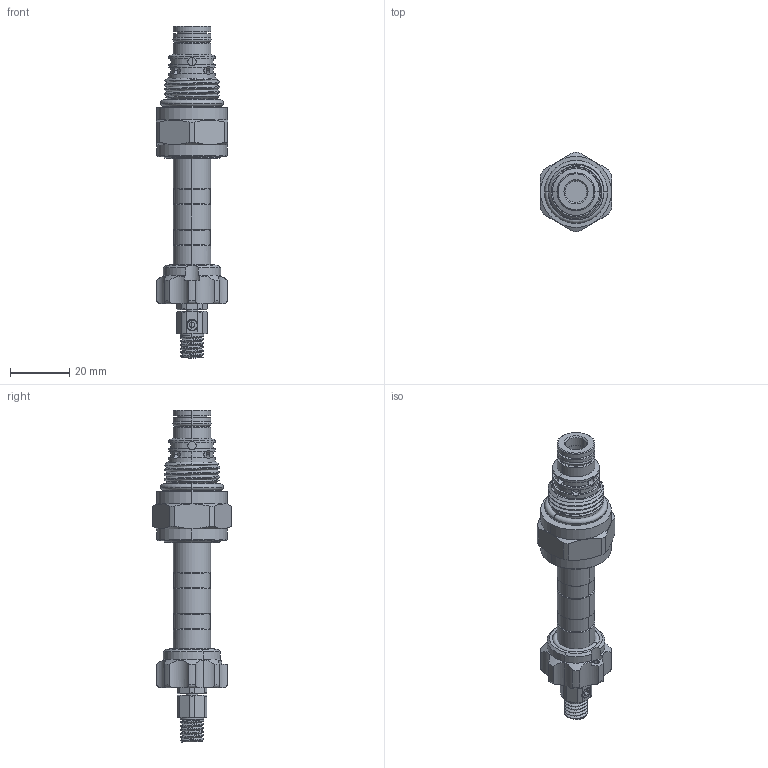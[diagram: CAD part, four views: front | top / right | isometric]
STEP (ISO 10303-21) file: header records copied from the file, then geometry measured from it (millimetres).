
FILE_DESCRIPTION (( 'STEP AP203' ), '1' );
FILE_NAME ('EP08W2A01L85.STEP', '2016-08-12T01:36:36', ( '' ), ( '' ), 'SwSTEP 2.0', 'SolidWorks 2012', '' );
FILE_SCHEMA (( 'CONFIG_CONTROL_DESIGN' ));
Products named in the file (1): EP08W2A01L85
Bounding box: 24 x 26.66 x 111.87 mm (x, y, z)
Volume: 22562.6 mm3; surface area: 10132.4 mm2
Topology: 4 solids, 6 shells, 391 faces, 991 edges, 629 vertices
Faces by surface type: cylinder 192, plane 77, cone 69, torus 30, bspline 23
Entity records: 27020 total; most frequent: CARTESIAN_POINT 18096, ORIENTED_EDGE 1982, DIRECTION 1738, EDGE_CURVE 991, AXIS2_PLACEMENT_3D 721, VERTEX_POINT 629, EDGE_LOOP 418, FACE_OUTER_BOUND 391
